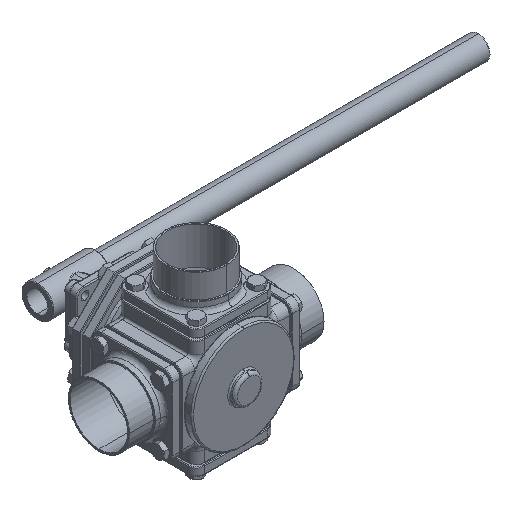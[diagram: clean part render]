
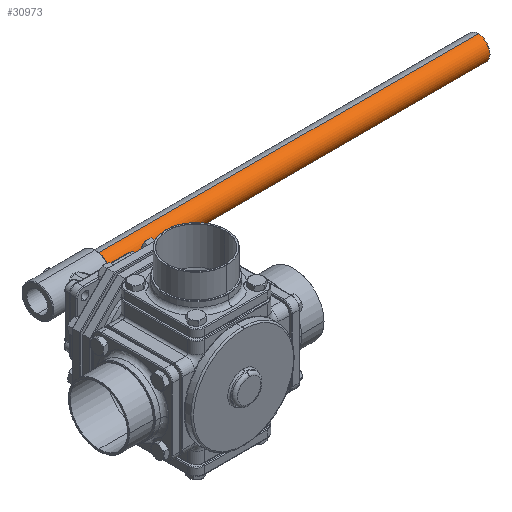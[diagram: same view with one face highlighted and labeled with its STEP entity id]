
A CAD part, isometric view. The second image highlights one B-rep face of the part: STEP entity #30973.
In plain terms, the highlighted cylindrical face has radius 17.15 mm (diameter 34.3 mm), a partial arc.
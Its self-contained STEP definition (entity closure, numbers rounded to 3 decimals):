
#2205 = ORIENTED_EDGE ( 'NONE', *, *, #25321, .T. ) ;
#2208 = ORIENTED_EDGE ( 'NONE', *, *, #25186, .T. ) ;
#2212 = ORIENTED_EDGE ( 'NONE', *, *, #21678, .F. ) ;
#2214 = ORIENTED_EDGE ( 'NONE', *, *, #25181, .F. ) ;
#2781 = FACE_OUTER_BOUND ( 'NONE', #14792, .T. ) ;
#2823 = CYLINDRICAL_SURFACE ( 'NONE', #9329, 17.15 ) ;
#3947 = DIRECTION ( 'NONE',  ( -1., 0., 0. ) ) ;
#3951 = CARTESIAN_POINT ( 'NONE',  ( 600., 189., -17.15 ) ) ;
#3961 = CARTESIAN_POINT ( 'NONE',  ( 600., 189., 17.15 ) ) ;
#3963 = DIRECTION ( 'NONE',  ( -1., 0., 0. ) ) ;
#4765 = CARTESIAN_POINT ( 'NONE',  ( 42.5, 189., 0. ) ) ;
#4766 = DIRECTION ( 'NONE',  ( 1., 0., 0. ) ) ;
#4767 = DIRECTION ( 'NONE',  ( 0., 0., 1. ) ) ;
#9329 = AXIS2_PLACEMENT_3D ( 'NONE', #31638, #31633, #31635 ) ;
#13059 = AXIS2_PLACEMENT_3D ( 'NONE', #4765, #4766, #4767 ) ;
#13827 = CARTESIAN_POINT ( 'NONE',  ( 600., 189., 17.15 ) ) ;
#13874 = CARTESIAN_POINT ( 'NONE',  ( 42.5, 189., 17.15 ) ) ;
#14792 = EDGE_LOOP ( 'NONE', ( #2214, #2212, #2208, #2205 ) ) ;
#20847 = LINE ( 'NONE', #3951, #20851 ) ;
#20851 = VECTOR ( 'NONE', #3947, 1000. ) ;
#20852 = LINE ( 'NONE', #3961, #20854 ) ;
#20854 = VECTOR ( 'NONE', #3963, 1000. ) ;
#20907 = CIRCLE ( 'NONE', #13059, 17.15 ) ;
#21678 = EDGE_CURVE ( 'NONE', #23245, #32724, #33275, .T. ) ;
#22054 = AXIS2_PLACEMENT_3D ( 'NONE', #28728, #28729, #28730 ) ;
#23245 = VERTEX_POINT ( 'NONE', #13827 ) ;
#23280 = VERTEX_POINT ( 'NONE', #13874 ) ;
#25181 = EDGE_CURVE ( 'NONE', #32724, #32530, #20847, .T. ) ;
#25186 = EDGE_CURVE ( 'NONE', #23245, #23280, #20852, .T. ) ;
#25321 = EDGE_CURVE ( 'NONE', #23280, #32530, #20907, .T. ) ;
#27924 = CARTESIAN_POINT ( 'NONE',  ( 42.5, 189., -17.15 ) ) ;
#28118 = CARTESIAN_POINT ( 'NONE',  ( 600., 189., -17.15 ) ) ;
#28728 = CARTESIAN_POINT ( 'NONE',  ( 600., 189., 0. ) ) ;
#28729 = DIRECTION ( 'NONE',  ( 1., 0., 0. ) ) ;
#28730 = DIRECTION ( 'NONE',  ( 0., 0., -1. ) ) ;
#30973 = ADVANCED_FACE ( 'NONE', ( #2781 ), #2823, .T. ) ;
#31633 = DIRECTION ( 'NONE',  ( -1., 0., 0. ) ) ;
#31635 = DIRECTION ( 'NONE',  ( 0., 0., 1. ) ) ;
#31638 = CARTESIAN_POINT ( 'NONE',  ( 600., 189., 0. ) ) ;
#32530 = VERTEX_POINT ( 'NONE', #27924 ) ;
#32724 = VERTEX_POINT ( 'NONE', #28118 ) ;
#33275 = CIRCLE ( 'NONE', #22054, 17.15 ) ;
